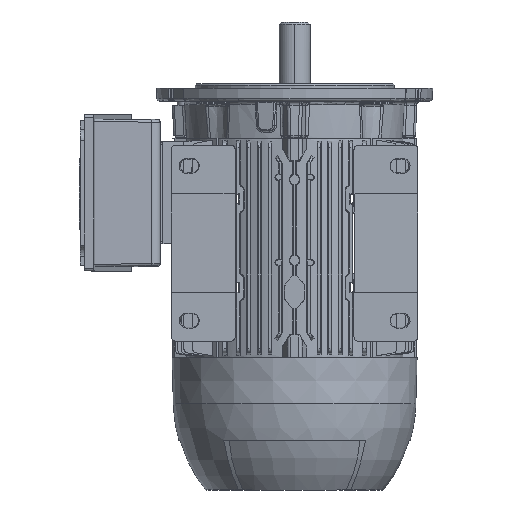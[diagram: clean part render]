
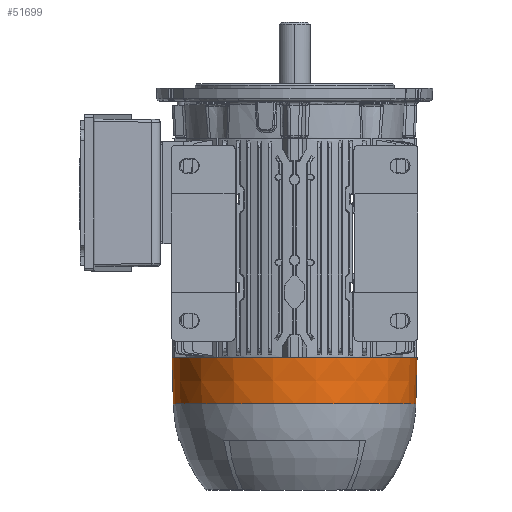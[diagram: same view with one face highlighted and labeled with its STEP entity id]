
A CAD part, front view. The second image highlights one B-rep face of the part: STEP entity #51699.
In plain terms, the highlighted conical face has half-angle 1.5 degrees and reference radius 110.35 mm.
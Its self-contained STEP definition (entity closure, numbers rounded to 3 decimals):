
#3777 = CARTESIAN_POINT ( 'NONE',  ( 0., 0., -167.5 ) ) ;
#5870 = VERTEX_POINT ( 'NONE', #54771 ) ;
#7151 = CIRCLE ( 'NONE', #49329, 109.669 ) ;
#7768 = ORIENTED_EDGE ( 'NONE', *, *, #11812, .T. ) ;
#9597 = EDGE_CURVE ( 'NONE', #5870, #23340, #52044, .T. ) ;
#10375 = ORIENTED_EDGE ( 'NONE', *, *, #9597, .F. ) ;
#11812 = EDGE_CURVE ( 'NONE', #59682, #35714, #58595, .T. ) ;
#17048 = CARTESIAN_POINT ( 'NONE',  ( 110.35, 0., -183.2 ) ) ;
#17305 = CARTESIAN_POINT ( 'NONE',  ( -110.35, 0., -183.2 ) ) ;
#23340 = VERTEX_POINT ( 'NONE', #32102 ) ;
#23369 = DIRECTION ( 'NONE',  ( 1., 0., 0. ) ) ;
#26638 = CIRCLE ( 'NONE', #68816, 110.761 ) ;
#26815 = DIRECTION ( 'NONE',  ( 0., 0., 1. ) ) ;
#26835 = CARTESIAN_POINT ( 'NONE',  ( 0., 0., -209.2 ) ) ;
#27639 = VECTOR ( 'NONE', #49109, 1000. ) ;
#30177 = CARTESIAN_POINT ( 'NONE',  ( 0., 0., -183.2 ) ) ;
#32102 = CARTESIAN_POINT ( 'NONE',  ( -110.761, 0., -167.5 ) ) ;
#35479 = DIRECTION ( 'NONE',  ( 0., 0., 1. ) ) ;
#35714 = VERTEX_POINT ( 'NONE', #39233 ) ;
#39233 = CARTESIAN_POINT ( 'NONE',  ( 110.761, 0., -167.5 ) ) ;
#41694 = ORIENTED_EDGE ( 'NONE', *, *, #57944, .T. ) ;
#45339 = CONICAL_SURFACE ( 'NONE', #50201, 110.35, 0.026 ) ;
#47680 = EDGE_LOOP ( 'NONE', ( #10375, #41694, #7768, #48010 ) ) ;
#48010 = ORIENTED_EDGE ( 'NONE', *, *, #67777, .F. ) ;
#49109 = DIRECTION ( 'NONE',  ( 0.026, 0., 1. ) ) ;
#49329 = AXIS2_PLACEMENT_3D ( 'NONE', #26835, #49857, #57775 ) ;
#49857 = DIRECTION ( 'NONE',  ( 0., 0., 1. ) ) ;
#50201 = AXIS2_PLACEMENT_3D ( 'NONE', #30177, #35479, #58495 ) ;
#50925 = DIRECTION ( 'NONE',  ( -0.026, 0., 1. ) ) ;
#51699 = ADVANCED_FACE ( 'NONE', ( #58876 ), #45339, .T. ) ;
#52044 = LINE ( 'NONE', #17305, #66060 ) ;
#54771 = CARTESIAN_POINT ( 'NONE',  ( -109.669, 0., -209.2 ) ) ;
#57775 = DIRECTION ( 'NONE',  ( 1., 0., 0. ) ) ;
#57944 = EDGE_CURVE ( 'NONE', #5870, #59682, #7151, .T. ) ;
#58495 = DIRECTION ( 'NONE',  ( 1., 0., 0. ) ) ;
#58595 = LINE ( 'NONE', #17048, #27639 ) ;
#58876 = FACE_OUTER_BOUND ( 'NONE', #47680, .T. ) ;
#59682 = VERTEX_POINT ( 'NONE', #69276 ) ;
#66060 = VECTOR ( 'NONE', #50925, 1000. ) ;
#67777 = EDGE_CURVE ( 'NONE', #23340, #35714, #26638, .T. ) ;
#68816 = AXIS2_PLACEMENT_3D ( 'NONE', #3777, #26815, #23369 ) ;
#69276 = CARTESIAN_POINT ( 'NONE',  ( 109.669, 0., -209.2 ) ) ;
